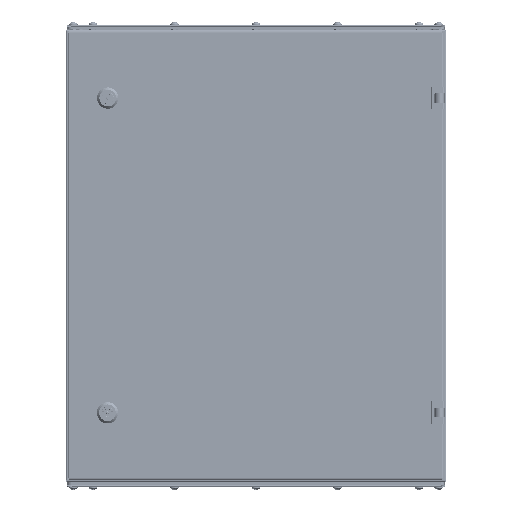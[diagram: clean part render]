
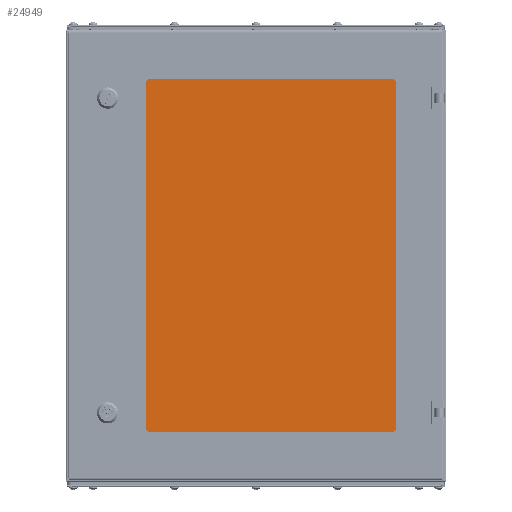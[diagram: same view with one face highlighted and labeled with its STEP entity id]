
A CAD part, top view. The second image highlights one B-rep face of the part: STEP entity #24949.
In plain terms, the highlighted planar face has unit normal (0, 0, 1).
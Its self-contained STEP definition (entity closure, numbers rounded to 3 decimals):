
#1724 = ORIENTED_EDGE ( 'NONE', *, *, #26136, .T. ) ;
#1788 = VECTOR ( 'NONE', #39696, 1000. ) ;
#2905 = EDGE_CURVE ( 'NONE', #82793, #53326, #88993, .T. ) ;
#3754 = CARTESIAN_POINT ( 'NONE',  ( -177.75, 235.5, 4. ) ) ;
#4920 = EDGE_CURVE ( 'NONE', #58810, #83020, #88069, .T. ) ;
#5090 = DIRECTION ( 'NONE',  ( 0., 0., 1. ) ) ;
#6515 = VERTEX_POINT ( 'NONE', #72737 ) ;
#6651 = CARTESIAN_POINT ( 'NONE',  ( -177.75, -235.5, 4. ) ) ;
#7161 = ORIENTED_EDGE ( 'NONE', *, *, #2905, .T. ) ;
#8778 = AXIS2_PLACEMENT_3D ( 'NONE', #84281, #14493, #21795 ) ;
#10769 = EDGE_CURVE ( 'NONE', #53326, #22250, #50606, .T. ) ;
#11456 = CARTESIAN_POINT ( 'NONE',  ( 167.75, 235.5, 4. ) ) ;
#14493 = DIRECTION ( 'NONE',  ( 0., 0., -1. ) ) ;
#14827 = ORIENTED_EDGE ( 'NONE', *, *, #66525, .T. ) ;
#15410 = CARTESIAN_POINT ( 'NONE',  ( -167.75, -245.5, 4. ) ) ;
#16888 = CARTESIAN_POINT ( 'NONE',  ( 167.75, 245.5, 4. ) ) ;
#17009 = DIRECTION ( 'NONE',  ( 0., 1., 0. ) ) ;
#17455 = CARTESIAN_POINT ( 'NONE',  ( -167.75, -235.5, 4. ) ) ;
#18353 = LINE ( 'NONE', #30686, #87806 ) ;
#20265 = VERTEX_POINT ( 'NONE', #6651 ) ;
#20388 = CARTESIAN_POINT ( 'NONE',  ( 167.75, -235.5, 4. ) ) ;
#21795 = DIRECTION ( 'NONE',  ( -1., 0., 0. ) ) ;
#22142 = EDGE_CURVE ( 'NONE', #22250, #75921, #59899, .T. ) ;
#22250 = VERTEX_POINT ( 'NONE', #79867 ) ;
#24949 = ADVANCED_FACE ( 'NONE', ( #56459 ), #49165, .F. ) ;
#26136 = EDGE_CURVE ( 'NONE', #75921, #20265, #58515, .T. ) ;
#26891 = CARTESIAN_POINT ( 'NONE',  ( -177.75, -245.5, 4. ) ) ;
#27810 = DIRECTION ( 'NONE',  ( -1., 0., 0. ) ) ;
#28313 = DIRECTION ( 'NONE',  ( -1., 0., 0. ) ) ;
#29030 = VECTOR ( 'NONE', #27810, 1000. ) ;
#29287 = DIRECTION ( 'NONE',  ( 0., -1., 0. ) ) ;
#29521 = EDGE_CURVE ( 'NONE', #6515, #82793, #18353, .T. ) ;
#30686 = CARTESIAN_POINT ( 'NONE',  ( 177.75, -245.5, 4. ) ) ;
#31098 = DIRECTION ( 'NONE',  ( -1., 0., 0. ) ) ;
#31631 = ORIENTED_EDGE ( 'NONE', *, *, #10769, .T. ) ;
#32572 = ORIENTED_EDGE ( 'NONE', *, *, #22142, .T. ) ;
#34972 = DIRECTION ( 'NONE',  ( -1., 0., 0. ) ) ;
#35631 = DIRECTION ( 'NONE',  ( 0., 0., 1. ) ) ;
#39696 = DIRECTION ( 'NONE',  ( 1., 0., 0. ) ) ;
#40013 = CIRCLE ( 'NONE', #89526, 10. ) ;
#43013 = CARTESIAN_POINT ( 'NONE',  ( -177.75, -245.5, 4. ) ) ;
#48232 = DIRECTION ( 'NONE',  ( 0., 0., 1. ) ) ;
#49067 = CARTESIAN_POINT ( 'NONE',  ( 177.75, 235.5, 4. ) ) ;
#49165 = PLANE ( 'NONE',  #8778 ) ;
#50606 = LINE ( 'NONE', #83483, #29030 ) ;
#50873 = CARTESIAN_POINT ( 'NONE',  ( 167.75, -245.5, 4. ) ) ;
#51125 = VECTOR ( 'NONE', #29287, 1000. ) ;
#53326 = VERTEX_POINT ( 'NONE', #16888 ) ;
#56459 = FACE_OUTER_BOUND ( 'NONE', #79203, .T. ) ;
#58515 = LINE ( 'NONE', #43013, #51125 ) ;
#58810 = VERTEX_POINT ( 'NONE', #15410 ) ;
#59899 = CIRCLE ( 'NONE', #72977, 10. ) ;
#66525 = EDGE_CURVE ( 'NONE', #20265, #58810, #40013, .T. ) ;
#67994 = ORIENTED_EDGE ( 'NONE', *, *, #29521, .T. ) ;
#69802 = ORIENTED_EDGE ( 'NONE', *, *, #71774, .T. ) ;
#70885 = CIRCLE ( 'NONE', #73772, 10. ) ;
#71774 = EDGE_CURVE ( 'NONE', #83020, #6515, #70885, .T. ) ;
#72611 = DIRECTION ( 'NONE',  ( 0., 0., 1. ) ) ;
#72737 = CARTESIAN_POINT ( 'NONE',  ( 177.75, -235.5, 4. ) ) ;
#72977 = AXIS2_PLACEMENT_3D ( 'NONE', #78492, #35631, #28313 ) ;
#73772 = AXIS2_PLACEMENT_3D ( 'NONE', #20388, #48232, #34972 ) ;
#75921 = VERTEX_POINT ( 'NONE', #3754 ) ;
#78492 = CARTESIAN_POINT ( 'NONE',  ( -167.75, 235.5, 4. ) ) ;
#79203 = EDGE_LOOP ( 'NONE', ( #79868, #69802, #67994, #7161, #31631, #32572, #1724, #14827 ) ) ;
#79867 = CARTESIAN_POINT ( 'NONE',  ( -167.75, 245.5, 4. ) ) ;
#79868 = ORIENTED_EDGE ( 'NONE', *, *, #4920, .T. ) ;
#81774 = AXIS2_PLACEMENT_3D ( 'NONE', #11456, #72611, #31098 ) ;
#82793 = VERTEX_POINT ( 'NONE', #49067 ) ;
#83020 = VERTEX_POINT ( 'NONE', #50873 ) ;
#83483 = CARTESIAN_POINT ( 'NONE',  ( -177.75, 245.5, 4. ) ) ;
#84281 = CARTESIAN_POINT ( 'NONE',  ( 0., 0., 4. ) ) ;
#87806 = VECTOR ( 'NONE', #17009, 1000. ) ;
#88069 = LINE ( 'NONE', #26891, #1788 ) ;
#88561 = DIRECTION ( 'NONE',  ( -1., 0., 0. ) ) ;
#88993 = CIRCLE ( 'NONE', #81774, 10. ) ;
#89526 = AXIS2_PLACEMENT_3D ( 'NONE', #17455, #5090, #88561 ) ;
